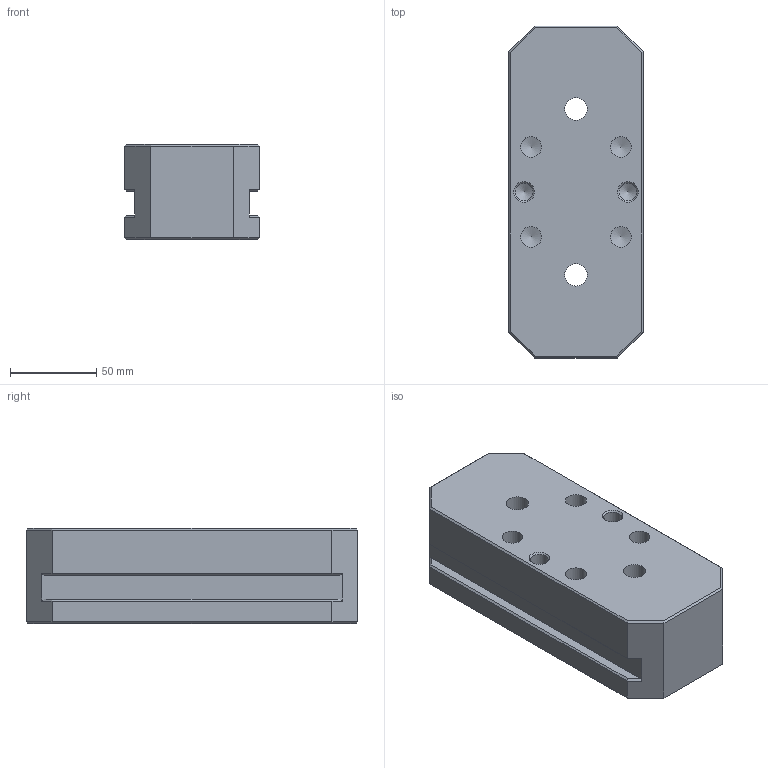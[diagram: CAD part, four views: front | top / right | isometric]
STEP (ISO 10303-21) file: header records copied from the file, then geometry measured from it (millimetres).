
FILE_DESCRIPTION(/* description */ (''),/* implementation_level */ '2;1');
FILE_NAME(/* name */ '2407522_Calzo.stp',/* time_stamp */ '2026-02-19T19:33:40+01:00',/* author */ (''),/* organization */ (''),/* preprocessor_version */ 'ST-DEVELOPER v20',/* originating_system */ 'SIEMENS PLM Software NX2406.4001',/* authorisation */ '');
FILE_SCHEMA (('AUTOMOTIVE_DESIGN { 1 0 10303 214 3 1 1 1 }'));
Length unit declared in the file: millimetre
Products named in the file (1): 2407522_Calzo
Bounding box: 78 x 192 x 55 mm (x, y, z)
Volume: 731612.9 mm3; surface area: 70406.6 mm2
Topology: 1 solids, 1 shells, 86 faces, 212 edges, 134 vertices
Faces by surface type: plane 52, cylinder 18, cone 16
Full cylindrical faces by diameter (mm): 6.8 x4, 10.3 x2, 12 x8, 13 x2, 19 x2
Entity records: 2152 total; most frequent: DIRECTION 366, CARTESIAN_POINT 353, ORIENTED_EDGE 300, EDGE_CURVE 150, EDGE_LOOP 130, AXIS2_PLACEMENT_3D 129, VERTEX_POINT 116, LINE 108
